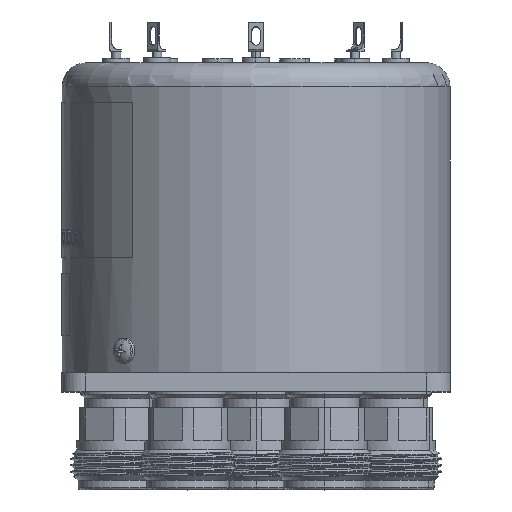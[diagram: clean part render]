
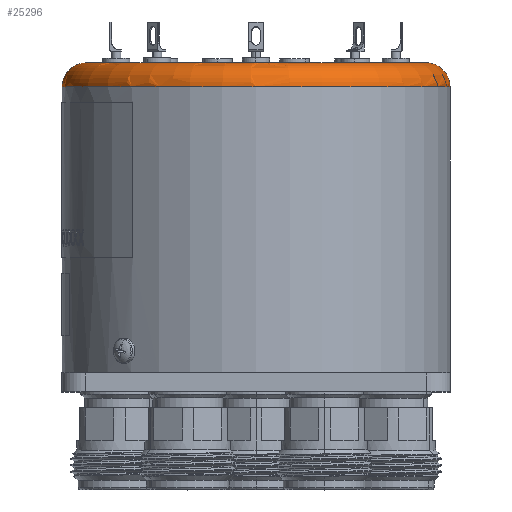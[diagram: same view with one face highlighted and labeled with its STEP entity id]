
A CAD part, top view. The second image highlights one B-rep face of the part: STEP entity #25296.
In plain terms, the highlighted toroidal (fillet/blend) face has major radius 27.788 mm and minor radius 3.937 mm.
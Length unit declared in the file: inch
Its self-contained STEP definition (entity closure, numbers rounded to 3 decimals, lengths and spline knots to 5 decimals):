
#58 = CIRCLE ( 'NONE', #28013, 0.155 ) ;
#416 = CARTESIAN_POINT ( 'NONE',  ( 1.10796, 2.56037, 0.01337 ) ) ;
#579 = CARTESIAN_POINT ( 'NONE',  ( 0.05205, 2.561, -1.0989 ) ) ;
#584 = ORIENTED_EDGE ( 'NONE', *, *, #12121, .T. ) ;
#848 = EDGE_CURVE ( 'NONE', #16994, #19603, #19821, .T. ) ;
#1384 = DIRECTION ( 'NONE',  ( 0., 1., 0. ) ) ;
#2059 = CARTESIAN_POINT ( 'NONE',  ( 1.11095, 2.56007, -0.00384 ) ) ;
#2065 = VERTEX_POINT ( 'NONE', #32373 ) ;
#2421 = CARTESIAN_POINT ( 'NONE',  ( 1.11106, 2.56006, -0.00083 ) ) ;
#2882 = ORIENTED_EDGE ( 'NONE', *, *, #25936, .F. ) ;
#2944 = AXIS2_PLACEMENT_3D ( 'NONE', #6370, #1384, #34077 ) ;
#3532 = CARTESIAN_POINT ( 'NONE',  ( 0., 2.561, -1.094 ) ) ;
#3675 = EDGE_CURVE ( 'NONE', #4194, #15186, #58, .T. ) ;
#3947 = DIRECTION ( 'NONE',  ( 0., 0., 1. ) ) ;
#4066 = CARTESIAN_POINT ( 'NONE',  ( 0., 2.561, 1.094 ) ) ;
#4121 = DIRECTION ( 'NONE',  ( 0., 1., 0. ) ) ;
#4194 = VERTEX_POINT ( 'NONE', #8718 ) ;
#4219 = CARTESIAN_POINT ( 'NONE',  ( 0., 2.406, 0. ) ) ;
#5229 = TOROIDAL_SURFACE ( 'NONE', #2944, 1.094, 0.155 ) ;
#5785 = ORIENTED_EDGE ( 'NONE', *, *, #848, .F. ) ;
#6101 = CARTESIAN_POINT ( 'NONE',  ( 0.0525, 2.561, -1.09274 ) ) ;
#6309 = CIRCLE ( 'NONE', #22325, 0.155 ) ;
#6370 = CARTESIAN_POINT ( 'NONE',  ( 0., 2.406, 0. ) ) ;
#6785 = AXIS2_PLACEMENT_3D ( 'NONE', #23216, #23049, #34119 ) ;
#7760 = CARTESIAN_POINT ( 'NONE',  ( 1.10913, 2.56025, -0.01258 ) ) ;
#7916 = CARTESIAN_POINT ( 'NONE',  ( 0.04111, 2.561, -1.09948 ) ) ;
#8217 = EDGE_CURVE ( 'NONE', #26889, #16004, #26040, .T. ) ;
#8264 = CARTESIAN_POINT ( 'NONE',  ( 1.09366, 2.561, 0.02741 ) ) ;
#8718 = CARTESIAN_POINT ( 'NONE',  ( 0., 2.406, 1.249 ) ) ;
#8760 = EDGE_CURVE ( 'NONE', #28294, #16994, #28500, .T. ) ;
#9222 = CIRCLE ( 'NONE', #21827, 1.094 ) ;
#9713 = DIRECTION ( 'NONE',  ( 0., 0., 1. ) ) ;
#9918 = CARTESIAN_POINT ( 'NONE',  ( 1.09358, 2.561, -0.03014 ) ) ;
#10014 = EDGE_LOOP ( 'NONE', ( #29000, #584, #14163, #5785, #24872, #13743, #2882, #13545, #15912, #34134, #28120 ) ) ;
#10136 = CARTESIAN_POINT ( 'NONE',  ( 1.09366, 2.561, 0.02741 ) ) ;
#10549 = DIRECTION ( 'NONE',  ( 0., 0., -1. ) ) ;
#11284 = CARTESIAN_POINT ( 'NONE',  ( 1.11096, 2.56007, 0.00211 ) ) ;
#11305 = VERTEX_POINT ( 'NONE', #3532 ) ;
#11832 = CARTESIAN_POINT ( 'NONE',  ( 1.11106, 2.56006, -0.00083 ) ) ;
#11836 = CIRCLE ( 'NONE', #27298, 1.094 ) ;
#12121 = EDGE_CURVE ( 'NONE', #2065, #11305, #6309, .T. ) ;
#12205 = CARTESIAN_POINT ( 'NONE',  ( 0., 2.561, 0. ) ) ;
#12546 = CIRCLE ( 'NONE', #20551, 1.094 ) ;
#13134 = VERTEX_POINT ( 'NONE', #17635 ) ;
#13545 = ORIENTED_EDGE ( 'NONE', *, *, #19345, .F. ) ;
#13743 = ORIENTED_EDGE ( 'NONE', *, *, #31143, .F. ) ;
#13970 = CARTESIAN_POINT ( 'NONE',  ( 1.11106, 2.56006, -0.00083 ) ) ;
#14163 = ORIENTED_EDGE ( 'NONE', *, *, #22272, .F. ) ;
#14313 = CARTESIAN_POINT ( 'NONE',  ( 1.1106, 2.56011, 0.00503 ) ) ;
#14479 = CARTESIAN_POINT ( 'NONE',  ( 0.03618, 2.56, -1.11099 ) ) ;
#14488 = CARTESIAN_POINT ( 'NONE',  ( 1.0963, 2.561, 0.02612 ) ) ;
#14662 = CARTESIAN_POINT ( 'NONE',  ( 1.10309, 2.56074, 0.02063 ) ) ;
#15113 = DIRECTION ( 'NONE',  ( 0., 1., 0. ) ) ;
#15186 = VERTEX_POINT ( 'NONE', #4066 ) ;
#15912 = ORIENTED_EDGE ( 'NONE', *, *, #8217, .F. ) ;
#16004 = VERTEX_POINT ( 'NONE', #11832 ) ;
#16429 = CIRCLE ( 'NONE', #29578, 1.249 ) ;
#16994 = VERTEX_POINT ( 'NONE', #14479 ) ;
#16996 = CARTESIAN_POINT ( 'NONE',  ( 0.04839, 2.56, -1.11052 ) ) ;
#17188 = CARTESIAN_POINT ( 'NONE',  ( 1.10914, 2.56026, 0.01065 ) ) ;
#17635 = CARTESIAN_POINT ( 'NONE',  ( 0.0525, 2.561, -1.09274 ) ) ;
#19185 = CARTESIAN_POINT ( 'NONE',  ( 0.03921, 2.56061, -1.10556 ) ) ;
#19345 = EDGE_CURVE ( 'NONE', #16004, #31933, #29027, .T. ) ;
#19527 = CARTESIAN_POINT ( 'NONE',  ( 1.09873, 2.56093, 0.02453 ) ) ;
#19571 = CARTESIAN_POINT ( 'NONE',  ( 0., 2.406, 1.094 ) ) ;
#19603 = VERTEX_POINT ( 'NONE', #34553 ) ;
#19821 = B_SPLINE_CURVE_WITH_KNOTS ( 'NONE', 3,
 ( #32060, #19185, #7916, #29384 ),
 .UNSPECIFIED., .F., .F.,
 ( 4, 4 ),
 ( 0.00012, 0.0006 ),
 .UNSPECIFIED. ) ;
#20047 = EDGE_CURVE ( 'NONE', #4194, #2065, #16429, .T. ) ;
#20069 = DIRECTION ( 'NONE',  ( 1., 0., 0. ) ) ;
#20445 = EDGE_CURVE ( 'NONE', #15186, #26889, #11836, .T. ) ;
#20551 = AXIS2_PLACEMENT_3D ( 'NONE', #34151, #4121, #3947 ) ;
#20620 = DIRECTION ( 'NONE',  ( 0., 1., 0. ) ) ;
#21827 = AXIS2_PLACEMENT_3D ( 'NONE', #33831, #28118, #33470 ) ;
#22258 = DIRECTION ( 'NONE',  ( -1., 0., 0. ) ) ;
#22272 = EDGE_CURVE ( 'NONE', #19603, #11305, #12546, .T. ) ;
#22311 = B_SPLINE_CURVE_WITH_KNOTS ( 'NONE', 3,
 ( #6101, #579, #22377, #16996 ),
 .UNSPECIFIED., .F., .F.,
 ( 4, 4 ),
 ( 0., 0.00046 ),
 .UNSPECIFIED. ) ;
#22325 = AXIS2_PLACEMENT_3D ( 'NONE', #33649, #20069, #10549 ) ;
#22377 = CARTESIAN_POINT ( 'NONE',  ( 0.05075, 2.56064, -1.10484 ) ) ;
#22917 = CARTESIAN_POINT ( 'NONE',  ( 1.1103, 2.56014, 0.00645 ) ) ;
#23008 = FACE_OUTER_BOUND ( 'NONE', #10014, .T. ) ;
#23049 = DIRECTION ( 'NONE',  ( 0., 1., 0. ) ) ;
#23216 = CARTESIAN_POINT ( 'NONE',  ( 0., 2.56, 0. ) ) ;
#23342 = CARTESIAN_POINT ( 'NONE',  ( 1.09358, 2.561, -0.03014 ) ) ;
#23694 = CARTESIAN_POINT ( 'NONE',  ( 1.09876, 2.56093, -0.0271 ) ) ;
#24872 = ORIENTED_EDGE ( 'NONE', *, *, #8760, .F. ) ;
#24907 = CARTESIAN_POINT ( 'NONE',  ( 1.11101, 2.56006, 0.00064 ) ) ;
#25296 = ADVANCED_FACE ( 'NONE', ( #23008 ), #5229, .T. ) ;
#25467 = DIRECTION ( 'NONE',  ( 0., 0., 1. ) ) ;
#25510 = DIRECTION ( 'NONE',  ( 0., 0., 1. ) ) ;
#25936 = EDGE_CURVE ( 'NONE', #31933, #13134, #9222, .T. ) ;
#26040 = B_SPLINE_CURVE_WITH_KNOTS ( 'NONE', 3,
 ( #8264, #14488, #19527, #14662, #30437, #416, #17188, #22917, #14313, #11284, #24907, #13970 ),
 .UNSPECIFIED., .F., .F.,
 ( 4, 2, 2, 2, 2, 4 ),
 ( 0., 0.00022, 0.00044, 0.00066, 0.00077, 0.00089 ),
 .UNSPECIFIED. ) ;
#26213 = CARTESIAN_POINT ( 'NONE',  ( 1.10496, 2.56061, -0.02055 ) ) ;
#26889 = VERTEX_POINT ( 'NONE', #10136 ) ;
#27298 = AXIS2_PLACEMENT_3D ( 'NONE', #12205, #20620, #9713 ) ;
#28013 = AXIS2_PLACEMENT_3D ( 'NONE', #19571, #22258, #25467 ) ;
#28118 = DIRECTION ( 'NONE',  ( 0., 1., 0. ) ) ;
#28120 = ORIENTED_EDGE ( 'NONE', *, *, #3675, .F. ) ;
#28294 = VERTEX_POINT ( 'NONE', #31620 ) ;
#28500 = CIRCLE ( 'NONE', #6785, 1.11158 ) ;
#28886 = CARTESIAN_POINT ( 'NONE',  ( 1.10309, 2.56073, -0.02295 ) ) ;
#29000 = ORIENTED_EDGE ( 'NONE', *, *, #20047, .T. ) ;
#29027 = B_SPLINE_CURVE_WITH_KNOTS ( 'NONE', 3,
 ( #2421, #2059, #34774, #7760, #31731, #26213, #28886, #23694, #29591, #9918 ),
 .UNSPECIFIED., .F., .F.,
 ( 4, 2, 2, 2, 4 ),
 ( 0., 0.00023, 0.00045, 0.00068, 0.00091 ),
 .UNSPECIFIED. ) ;
#29384 = CARTESIAN_POINT ( 'NONE',  ( 0.04171, 2.561, -1.0932 ) ) ;
#29578 = AXIS2_PLACEMENT_3D ( 'NONE', #4219, #15113, #25510 ) ;
#29591 = CARTESIAN_POINT ( 'NONE',  ( 1.09629, 2.561, -0.02878 ) ) ;
#30437 = CARTESIAN_POINT ( 'NONE',  ( 1.10494, 2.56061, 0.01834 ) ) ;
#31143 = EDGE_CURVE ( 'NONE', #13134, #28294, #22311, .T. ) ;
#31620 = CARTESIAN_POINT ( 'NONE',  ( 0.04839, 2.56, -1.11052 ) ) ;
#31731 = CARTESIAN_POINT ( 'NONE',  ( 1.10794, 2.56037, -0.0154 ) ) ;
#31933 = VERTEX_POINT ( 'NONE', #23342 ) ;
#32060 = CARTESIAN_POINT ( 'NONE',  ( 0.03618, 2.56, -1.11099 ) ) ;
#32373 = CARTESIAN_POINT ( 'NONE',  ( 0., 2.406, -1.249 ) ) ;
#33470 = DIRECTION ( 'NONE',  ( 0., 0., 1. ) ) ;
#33649 = CARTESIAN_POINT ( 'NONE',  ( 0., 2.406, -1.094 ) ) ;
#33831 = CARTESIAN_POINT ( 'NONE',  ( 0., 2.561, 0. ) ) ;
#34077 = DIRECTION ( 'NONE',  ( 0., 0., 1. ) ) ;
#34119 = DIRECTION ( 'NONE',  ( -1., 0., 0. ) ) ;
#34134 = ORIENTED_EDGE ( 'NONE', *, *, #20445, .F. ) ;
#34151 = CARTESIAN_POINT ( 'NONE',  ( 0., 2.561, 0. ) ) ;
#34553 = CARTESIAN_POINT ( 'NONE',  ( 0.04171, 2.561, -1.0932 ) ) ;
#34774 = CARTESIAN_POINT ( 'NONE',  ( 1.11069, 2.5601, -0.00682 ) ) ;
